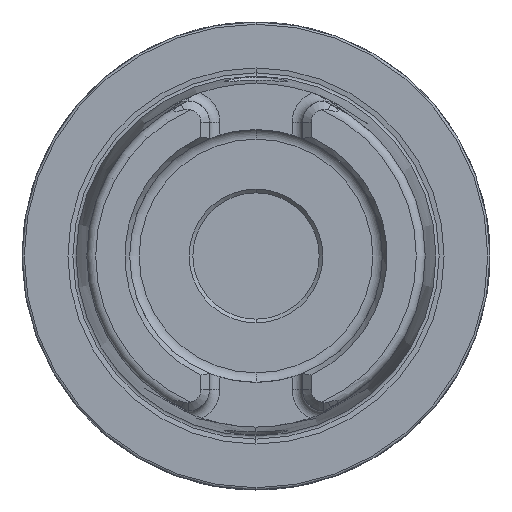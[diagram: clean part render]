
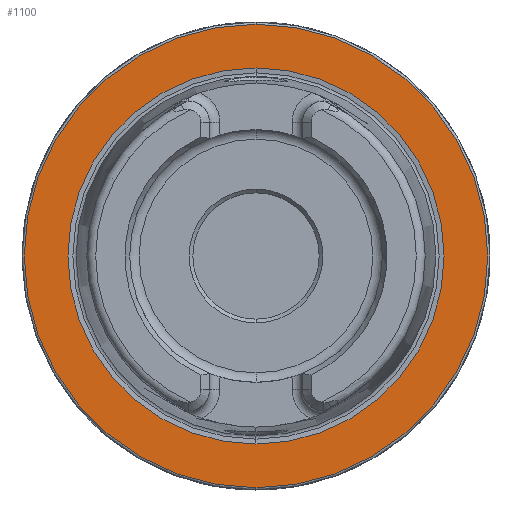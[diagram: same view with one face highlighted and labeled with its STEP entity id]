
A CAD part, left-side view. The second image highlights one B-rep face of the part: STEP entity #1100.
In plain terms, the highlighted planar face has unit normal (-1, 0, 0).
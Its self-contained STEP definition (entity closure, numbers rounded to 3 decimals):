
#159 = CARTESIAN_POINT ( 'NONE',  ( 0., 0., 0. ) ) ;
#219 = DIRECTION ( 'NONE',  ( 0., 0., 1. ) ) ;
#315 = CARTESIAN_POINT ( 'NONE',  ( 0., 0., 25.319 ) ) ;
#575 = AXIS2_PLACEMENT_3D ( 'NONE', #159, #1364, #4321 ) ;
#748 = DIRECTION ( 'NONE',  ( 0., 0., -1. ) ) ;
#951 = VERTEX_POINT ( 'NONE', #1240 ) ;
#1015 = EDGE_LOOP ( 'NONE', ( #7017, #7465 ) ) ;
#1100 = ADVANCED_FACE ( 'NONE', ( #1422, #4383 ), #3749, .F. ) ;
#1240 = CARTESIAN_POINT ( 'NONE',  ( 0., 0., -25.319 ) ) ;
#1264 = CIRCLE ( 'NONE', #6536, 31.2 ) ;
#1364 = DIRECTION ( 'NONE',  ( -1., 0., 0. ) ) ;
#1422 = FACE_BOUND ( 'NONE', #4695, .T. ) ;
#1590 = ORIENTED_EDGE ( 'NONE', *, *, #6598, .F. ) ;
#1605 = EDGE_CURVE ( 'NONE', #5472, #7010, #2901, .T. ) ;
#1683 = DIRECTION ( 'NONE',  ( -1., 0., 0. ) ) ;
#2500 = DIRECTION ( 'NONE',  ( 1., 0., 0. ) ) ;
#2729 = AXIS2_PLACEMENT_3D ( 'NONE', #3668, #2500, #748 ) ;
#2901 = CIRCLE ( 'NONE', #4254, 31.2 ) ;
#3015 = CIRCLE ( 'NONE', #575, 25.319 ) ;
#3668 = CARTESIAN_POINT ( 'NONE',  ( 0., 31.2, 0. ) ) ;
#3749 = PLANE ( 'NONE',  #2729 ) ;
#3809 = CARTESIAN_POINT ( 'NONE',  ( 0., 0., -31.2 ) ) ;
#4254 = AXIS2_PLACEMENT_3D ( 'NONE', #6828, #4959, #6722 ) ;
#4321 = DIRECTION ( 'NONE',  ( 0., 0., 1. ) ) ;
#4383 = FACE_OUTER_BOUND ( 'NONE', #1015, .T. ) ;
#4391 = EDGE_CURVE ( 'NONE', #7010, #5472, #1264, .T. ) ;
#4695 = EDGE_LOOP ( 'NONE', ( #1590, #6907 ) ) ;
#4959 = DIRECTION ( 'NONE',  ( -1., 0., 0. ) ) ;
#5149 = VERTEX_POINT ( 'NONE', #315 ) ;
#5276 = CARTESIAN_POINT ( 'NONE',  ( 0., 0., 0. ) ) ;
#5290 = CARTESIAN_POINT ( 'NONE',  ( 0., 0., 0. ) ) ;
#5313 = DIRECTION ( 'NONE',  ( -1., 0., 0. ) ) ;
#5472 = VERTEX_POINT ( 'NONE', #3809 ) ;
#6487 = EDGE_CURVE ( 'NONE', #951, #5149, #7136, .T. ) ;
#6536 = AXIS2_PLACEMENT_3D ( 'NONE', #5290, #5313, #219 ) ;
#6598 = EDGE_CURVE ( 'NONE', #5149, #951, #3015, .T. ) ;
#6653 = AXIS2_PLACEMENT_3D ( 'NONE', #5276, #1683, #7000 ) ;
#6722 = DIRECTION ( 'NONE',  ( 0., 0., 1. ) ) ;
#6747 = CARTESIAN_POINT ( 'NONE',  ( 0., 0., 31.2 ) ) ;
#6828 = CARTESIAN_POINT ( 'NONE',  ( 0., 0., 0. ) ) ;
#6907 = ORIENTED_EDGE ( 'NONE', *, *, #6487, .F. ) ;
#7000 = DIRECTION ( 'NONE',  ( 0., 0., 1. ) ) ;
#7010 = VERTEX_POINT ( 'NONE', #6747 ) ;
#7017 = ORIENTED_EDGE ( 'NONE', *, *, #4391, .T. ) ;
#7136 = CIRCLE ( 'NONE', #6653, 25.319 ) ;
#7465 = ORIENTED_EDGE ( 'NONE', *, *, #1605, .T. ) ;
